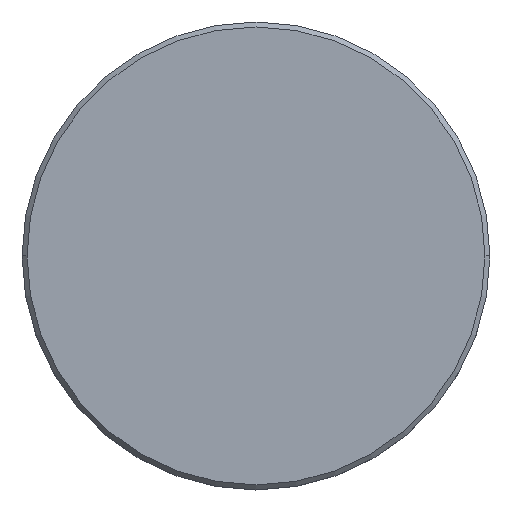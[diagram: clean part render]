
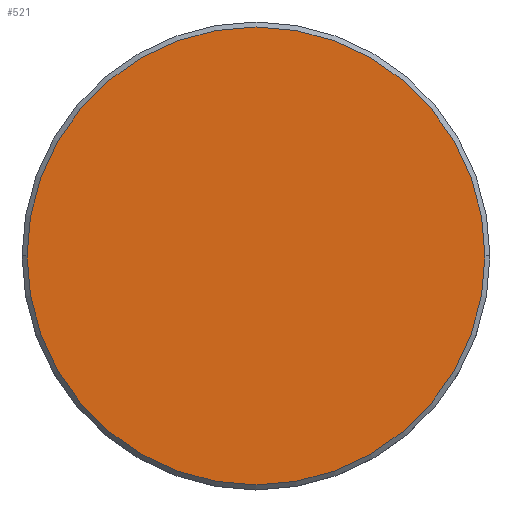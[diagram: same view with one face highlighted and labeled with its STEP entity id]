
A CAD part, top view. The second image highlights one B-rep face of the part: STEP entity #521.
In plain terms, the highlighted planar face has unit normal (0, 0, 1).
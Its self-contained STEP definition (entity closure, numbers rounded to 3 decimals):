
#33 = ORIENTED_EDGE ( 'NONE', *, *, #288, .T. ) ;
#96 = DIRECTION ( 'NONE',  ( 1., 0., 0. ) ) ;
#125 = AXIS2_PLACEMENT_3D ( 'NONE', #181, #166, #450 ) ;
#166 = DIRECTION ( 'NONE',  ( 0., 0., 1. ) ) ;
#169 = AXIS2_PLACEMENT_3D ( 'NONE', #574, #668, #96 ) ;
#181 = CARTESIAN_POINT ( 'NONE',  ( 0., 0., 0. ) ) ;
#240 = CIRCLE ( 'NONE', #909, 23. ) ;
#288 = EDGE_CURVE ( 'NONE', #997, #796, #240, .T. ) ;
#291 = ORIENTED_EDGE ( 'NONE', *, *, #974, .T. ) ;
#420 = CARTESIAN_POINT ( 'NONE',  ( 0., 0., 0. ) ) ;
#450 = DIRECTION ( 'NONE',  ( 1., 0., 0. ) ) ;
#461 = FACE_OUTER_BOUND ( 'NONE', #1110, .T. ) ;
#521 = ADVANCED_FACE ( 'NONE', ( #461 ), #1016, .T. ) ;
#574 = CARTESIAN_POINT ( 'NONE',  ( 0., 0., 0. ) ) ;
#591 = DIRECTION ( 'NONE',  ( 0., 0., 1. ) ) ;
#641 = CIRCLE ( 'NONE', #125, 23. ) ;
#668 = DIRECTION ( 'NONE',  ( 0., 0., 1. ) ) ;
#688 = DIRECTION ( 'NONE',  ( 1., 0., 0. ) ) ;
#796 = VERTEX_POINT ( 'NONE', #1045 ) ;
#804 = CARTESIAN_POINT ( 'NONE',  ( -23., 0., 0. ) ) ;
#909 = AXIS2_PLACEMENT_3D ( 'NONE', #420, #591, #688 ) ;
#974 = EDGE_CURVE ( 'NONE', #796, #997, #641, .T. ) ;
#997 = VERTEX_POINT ( 'NONE', #804 ) ;
#1016 = PLANE ( 'NONE',  #169 ) ;
#1045 = CARTESIAN_POINT ( 'NONE',  ( 23., 0., 0. ) ) ;
#1110 = EDGE_LOOP ( 'NONE', ( #33, #291 ) ) ;
